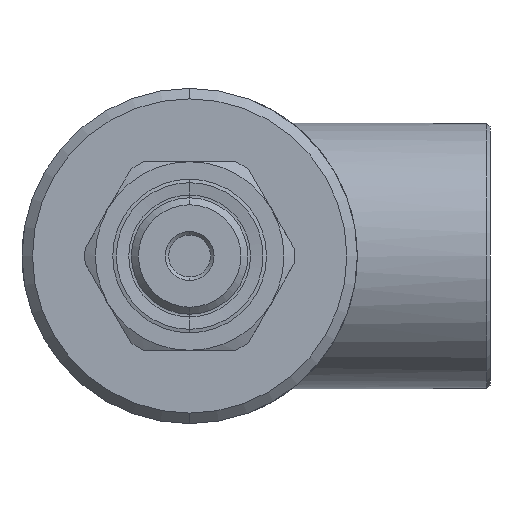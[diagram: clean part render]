
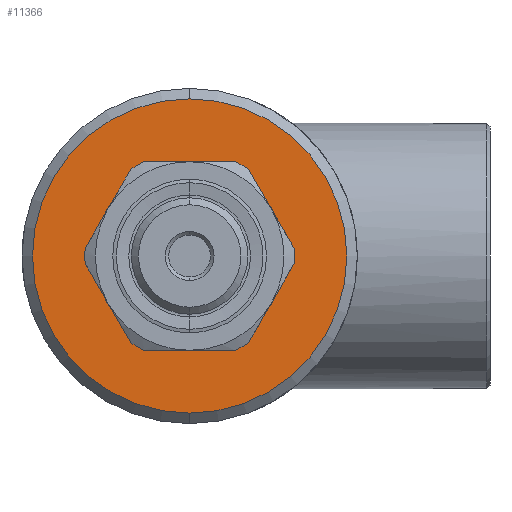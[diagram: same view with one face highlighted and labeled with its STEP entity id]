
A CAD part, front view. The second image highlights one B-rep face of the part: STEP entity #11366.
In plain terms, the highlighted planar face has unit normal (0, -1, 0).
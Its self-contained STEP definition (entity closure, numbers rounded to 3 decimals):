
#308 = DIRECTION ( 'NONE',  ( 0., -1., 0. ) ) ;
#711 = DIRECTION ( 'NONE',  ( 0., 0., 1. ) ) ;
#812 = CARTESIAN_POINT ( 'NONE',  ( 0., 0., -22.5 ) ) ;
#2298 = DIRECTION ( 'NONE',  ( 0., 0., 1. ) ) ;
#3625 = DIRECTION ( 'NONE',  ( 0., 0., 1. ) ) ;
#3944 = CARTESIAN_POINT ( 'NONE',  ( 0., 0., -13.6 ) ) ;
#4373 = CIRCLE ( 'NONE', #9071, 13.6 ) ;
#4588 = DIRECTION ( 'NONE',  ( 0., 0., 1. ) ) ;
#5717 = CARTESIAN_POINT ( 'NONE',  ( 0., 0., 0. ) ) ;
#5796 = AXIS2_PLACEMENT_3D ( 'NONE', #5717, #17177, #2298 ) ;
#6940 = VERTEX_POINT ( 'NONE', #17438 ) ;
#7138 = EDGE_CURVE ( 'NONE', #6940, #20073, #8705, .T. ) ;
#7941 = ORIENTED_EDGE ( 'NONE', *, *, #16951, .T. ) ;
#8705 = CIRCLE ( 'NONE', #20430, 22.5 ) ;
#9071 = AXIS2_PLACEMENT_3D ( 'NONE', #12903, #18006, #4588 ) ;
#9564 = ORIENTED_EDGE ( 'NONE', *, *, #7138, .T. ) ;
#9651 = DIRECTION ( 'NONE',  ( 0., 0., 1. ) ) ;
#9680 = CARTESIAN_POINT ( 'NONE',  ( 0., 0., 13.6 ) ) ;
#9719 = DIRECTION ( 'NONE',  ( 0., -1., 0. ) ) ;
#9771 = AXIS2_PLACEMENT_3D ( 'NONE', #17173, #12152, #711 ) ;
#10152 = CARTESIAN_POINT ( 'NONE',  ( 0., 0., 0. ) ) ;
#11027 = ORIENTED_EDGE ( 'NONE', *, *, #19441, .T. ) ;
#11366 = ADVANCED_FACE ( 'NONE', ( #14766, #17362 ), #18537, .F. ) ;
#11984 = VERTEX_POINT ( 'NONE', #3944 ) ;
#12152 = DIRECTION ( 'NONE',  ( 0., 1., 0. ) ) ;
#12200 = VERTEX_POINT ( 'NONE', #9680 ) ;
#12903 = CARTESIAN_POINT ( 'NONE',  ( 0., 0., 0. ) ) ;
#14210 = AXIS2_PLACEMENT_3D ( 'NONE', #21238, #9719, #9651 ) ;
#14766 = FACE_OUTER_BOUND ( 'NONE', #19882, .T. ) ;
#16154 = EDGE_LOOP ( 'NONE', ( #11027, #17285 ) ) ;
#16453 = CIRCLE ( 'NONE', #5796, 13.6 ) ;
#16951 = EDGE_CURVE ( 'NONE', #20073, #6940, #20584, .T. ) ;
#17173 = CARTESIAN_POINT ( 'NONE',  ( 0., 0., 0. ) ) ;
#17177 = DIRECTION ( 'NONE',  ( 0., 1., 0. ) ) ;
#17285 = ORIENTED_EDGE ( 'NONE', *, *, #19474, .T. ) ;
#17362 = FACE_BOUND ( 'NONE', #16154, .T. ) ;
#17438 = CARTESIAN_POINT ( 'NONE',  ( 0., 0., 22.5 ) ) ;
#18006 = DIRECTION ( 'NONE',  ( 0., 1., 0. ) ) ;
#18537 = PLANE ( 'NONE',  #9771 ) ;
#19441 = EDGE_CURVE ( 'NONE', #11984, #12200, #16453, .T. ) ;
#19474 = EDGE_CURVE ( 'NONE', #12200, #11984, #4373, .T. ) ;
#19882 = EDGE_LOOP ( 'NONE', ( #9564, #7941 ) ) ;
#20073 = VERTEX_POINT ( 'NONE', #812 ) ;
#20430 = AXIS2_PLACEMENT_3D ( 'NONE', #10152, #308, #3625 ) ;
#20584 = CIRCLE ( 'NONE', #14210, 22.5 ) ;
#21238 = CARTESIAN_POINT ( 'NONE',  ( 0., 0., 0. ) ) ;
